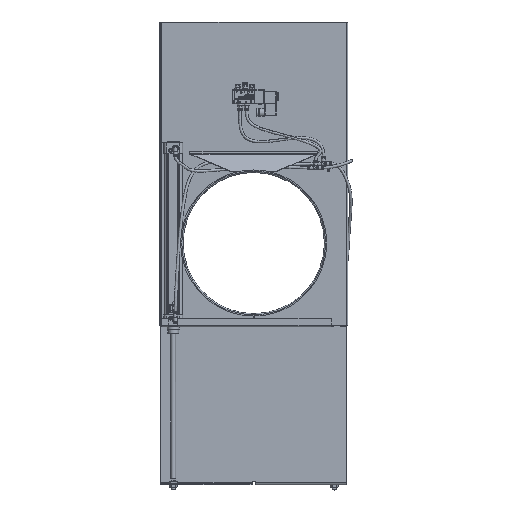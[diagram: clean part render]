
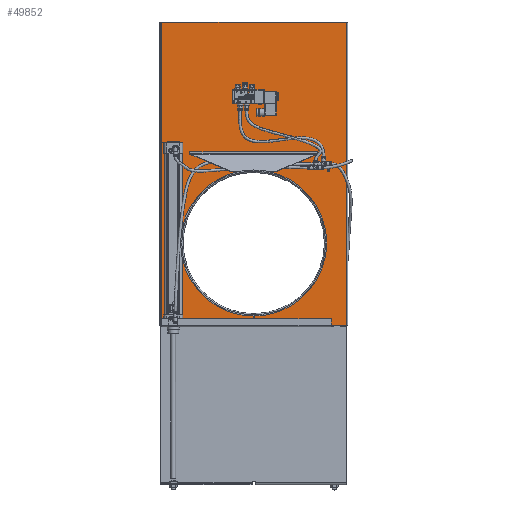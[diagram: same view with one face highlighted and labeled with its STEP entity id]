
A CAD part, top view. The second image highlights one B-rep face of the part: STEP entity #49852.
In plain terms, the highlighted planar face has unit normal (0, 0, 1).
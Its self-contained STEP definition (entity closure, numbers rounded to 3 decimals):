
#3709=PLANE('',#52849);
#5416=LINE('',#66311,#10285);
#5418=LINE('',#66318,#10287);
#5434=LINE('',#66355,#10303);
#5448=LINE('',#66391,#10317);
#10285=VECTOR('',#55763,463.);
#10287=VECTOR('',#55769,761.);
#10303=VECTOR('',#55809,463.);
#10317=VECTOR('',#55851,761.);
#15140=FACE_BOUND('',#18731,.T.);
#15141=FACE_BOUND('',#18732,.T.);
#15142=FACE_BOUND('',#18733,.T.);
#15143=FACE_BOUND('',#18734,.T.);
#15144=FACE_BOUND('',#18735,.T.);
#15768=FACE_OUTER_BOUND('',#18730,.T.);
#18730=EDGE_LOOP('',(#35239,#35240,#35241,#35242));
#18731=EDGE_LOOP('',(#35243));
#18732=EDGE_LOOP('',(#35244));
#18733=EDGE_LOOP('',(#35245));
#18734=EDGE_LOOP('',(#35246));
#18735=EDGE_LOOP('',(#35247));
#22173=CIRCLE('',#52771,3.);
#22175=CIRCLE('',#52774,3.);
#22177=CIRCLE('',#52777,1.5);
#22179=CIRCLE('',#52780,1.5);
#22187=CIRCLE('',#52807,178.5);
#22798=VERTEX_POINT('',#66087);
#22800=VERTEX_POINT('',#66092);
#22802=VERTEX_POINT('',#66097);
#22804=VERTEX_POINT('',#66102);
#22836=VERTEX_POINT('',#66278);
#22843=VERTEX_POINT('',#66300);
#22844=VERTEX_POINT('',#66304);
#22847=VERTEX_POINT('',#66316);
#22856=VERTEX_POINT('',#66353);
#27718=EDGE_CURVE('',#22798,#22798,#22173,.T.);
#27720=EDGE_CURVE('',#22800,#22800,#22175,.T.);
#27722=EDGE_CURVE('',#22802,#22802,#22177,.T.);
#27724=EDGE_CURVE('',#22804,#22804,#22179,.T.);
#27773=EDGE_CURVE('',#22836,#22836,#22187,.T.);
#27789=EDGE_CURVE('',#22844,#22843,#5416,.T.);
#27792=EDGE_CURVE('',#22844,#22847,#5418,.T.);
#27811=EDGE_CURVE('',#22856,#22847,#5434,.T.);
#27829=EDGE_CURVE('',#22856,#22843,#5448,.T.);
#35239=ORIENTED_EDGE('',*,*,#27792,.T.);
#35240=ORIENTED_EDGE('',*,*,#27811,.F.);
#35241=ORIENTED_EDGE('',*,*,#27829,.T.);
#35242=ORIENTED_EDGE('',*,*,#27789,.F.);
#35243=ORIENTED_EDGE('',*,*,#27718,.T.);
#35244=ORIENTED_EDGE('',*,*,#27720,.T.);
#35245=ORIENTED_EDGE('',*,*,#27722,.T.);
#35246=ORIENTED_EDGE('',*,*,#27724,.T.);
#35247=ORIENTED_EDGE('',*,*,#27773,.T.);
#49852=ADVANCED_FACE('',(#15768,#15140,#15141,#15142,#15143,#15144),#3709,
 .T.);
#52771=AXIS2_PLACEMENT_3D('',#66088,#55618,#55619);
#52774=AXIS2_PLACEMENT_3D('',#66093,#55624,#55625);
#52777=AXIS2_PLACEMENT_3D('',#66098,#55630,#55631);
#52780=AXIS2_PLACEMENT_3D('',#66103,#55636,#55637);
#52807=AXIS2_PLACEMENT_3D('',#66279,#55725,#55726);
#52849=AXIS2_PLACEMENT_3D('',#66392,#55852,#55853);
#55618=DIRECTION('center_axis',(0.,0.,-1.));
#55619=DIRECTION('ref_axis',(1.,0.,0.));
#55624=DIRECTION('center_axis',(0.,0.,-1.));
#55625=DIRECTION('ref_axis',(1.,0.,0.));
#55630=DIRECTION('center_axis',(0.,0.,-1.));
#55631=DIRECTION('ref_axis',(1.,0.,0.));
#55636=DIRECTION('center_axis',(0.,0.,-1.));
#55637=DIRECTION('ref_axis',(1.,0.,0.));
#55725=DIRECTION('center_axis',(0.,0.,-1.));
#55726=DIRECTION('ref_axis',(1.,0.,0.));
#55763=DIRECTION('',(1.,0.,0.));
#55769=DIRECTION('',(0.,-1.,0.));
#55809=DIRECTION('',(-1.,0.,0.));
#55851=DIRECTION('',(0.,1.,0.));
#55852=DIRECTION('center_axis',(0.,0.,1.));
#55853=DIRECTION('ref_axis',(1.,0.,0.));
#66087=CARTESIAN_POINT('',(-183.5,-8.,2.));
#66088=CARTESIAN_POINT('Origin',(-186.5,-8.,2.));
#66092=CARTESIAN_POINT('',(191.5,-8.,2.));
#66093=CARTESIAN_POINT('Origin',(188.5,-8.,2.));
#66097=CARTESIAN_POINT('',(2.5,-10.5,2.));
#66098=CARTESIAN_POINT('Origin',(1.,-10.5,2.));
#66102=CARTESIAN_POINT('',(2.5,359.5,2.));
#66103=CARTESIAN_POINT('Origin',(1.,359.5,2.));
#66278=CARTESIAN_POINT('',(179.5,174.5,2.));
#66279=CARTESIAN_POINT('Origin',(1.,174.5,2.));
#66300=CARTESIAN_POINT('',(231.5,380.5,2.));
#66304=CARTESIAN_POINT('',(-231.5,380.5,2.));
#66311=CARTESIAN_POINT('',(-235.5,380.5,2.));
#66316=CARTESIAN_POINT('',(-231.5,-380.5,2.));
#66318=CARTESIAN_POINT('',(-231.5,190.25,2.));
#66353=CARTESIAN_POINT('',(231.5,-380.5,2.));
#66355=CARTESIAN_POINT('',(235.5,-380.5,2.));
#66391=CARTESIAN_POINT('',(231.5,190.25,2.));
#66392=CARTESIAN_POINT('Origin',(0.,0.,
2.));
